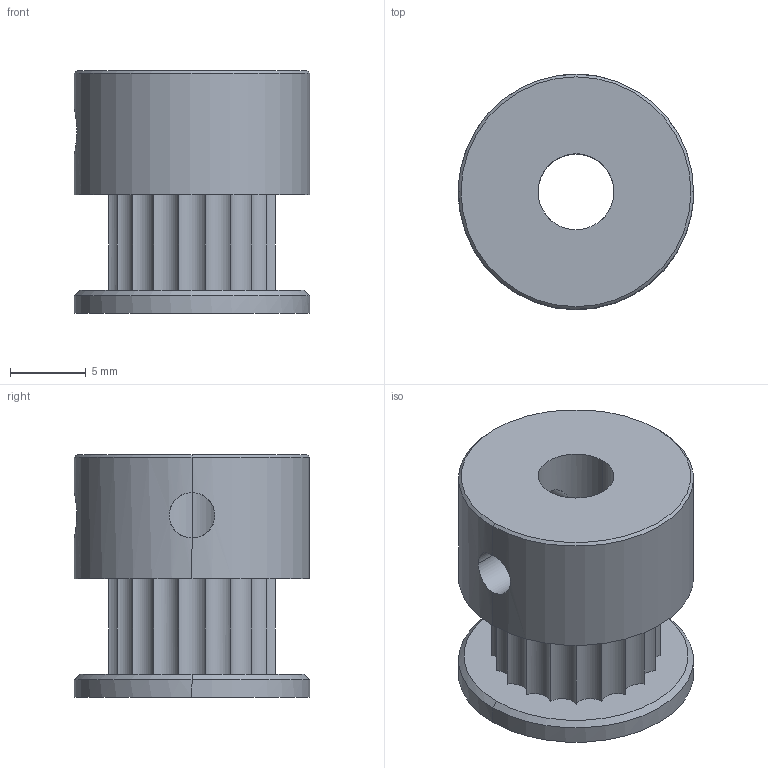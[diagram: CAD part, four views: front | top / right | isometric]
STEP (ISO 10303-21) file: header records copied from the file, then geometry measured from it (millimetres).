
FILE_DESCRIPTION(('CATIA V5 STEP Exchange'),'2;1');
FILE_NAME('Pully GT2-Bore5mm-20Teeth.stp','2021-09-03T12:23:24+00:00',('none'),('none'),'CATIA Version 5-6 Release 2018 SP6','CATIA V5 STEP AP203','none');
FILE_SCHEMA(('CONFIG_CONTROL_DESIGN'));
Length unit declared in the file: millimetre
Products named in the file (1): Pully GT2-Bore5mm-20Teeth
Bounding box: 15.5 x 15.5 x 16 mm (x, y, z)
Volume: 1961.9 mm3; surface area: 1589.5 mm2
Topology: 1 solids, 1 shells, 45 faces, 139 edges, 96 vertices
Faces by surface type: cylinder 37, cone 4, plane 4
Entity records: 1790 total; most frequent: CARTESIAN_POINT 639, ORIENTED_EDGE 278, DIRECTION 152, EDGE_CURVE 139, VERTEX_POINT 96, AXIS2_PLACEMENT_3D 80, EDGE_LOOP 51, CIRCLE 49
